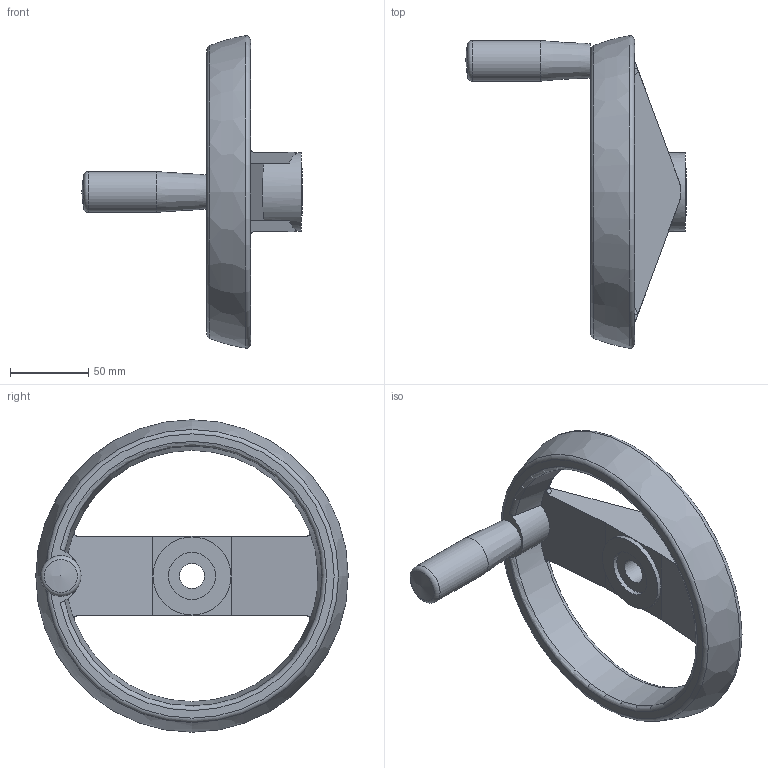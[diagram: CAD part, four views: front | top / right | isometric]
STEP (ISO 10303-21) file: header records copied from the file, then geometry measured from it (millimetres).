
FILE_DESCRIPTION(/* description */ (''),/* implementation_level */ '2;1');
FILE_NAME(/* name */ 'TW200',/* time_stamp */ '2012-11-23T16:28:22+08:00',/* author */ (''),/* organization */ (''),/* preprocessor_version */ 'ST-DEVELOPER v9',/* originating_system */ 'UGS - NX 4.0',/* authorisation */ '');
FILE_SCHEMA (('CONFIG_CONTROL_DESIGN'));
Length unit declared in the file: millimetre
Products named in the file (1): Admi4E87xm71
Bounding box: 141 x 200.03 x 200.05 mm (x, y, z)
Volume: 406459.4 mm3; surface area: 82164 mm2
Topology: 1 solids, 1 shells, 60 faces, 149 edges, 93 vertices
Faces by surface type: plane 25, cylinder 16, bspline 9, torus 6, cone 3, sphere 1
Full cylindrical faces by diameter (mm): 8 x1, 10 x2, 16 x1, 26 x1, 30 x2, 50 x2
Entity records: 2037 total; most frequent: CARTESIAN_POINT 659, DIRECTION 259, ORIENTED_EDGE 256, EDGE_CURVE 128, AXIS2_PLACEMENT_3D 109, VERTEX_POINT 88, EDGE_LOOP 84, ADVANCED_FACE 60
